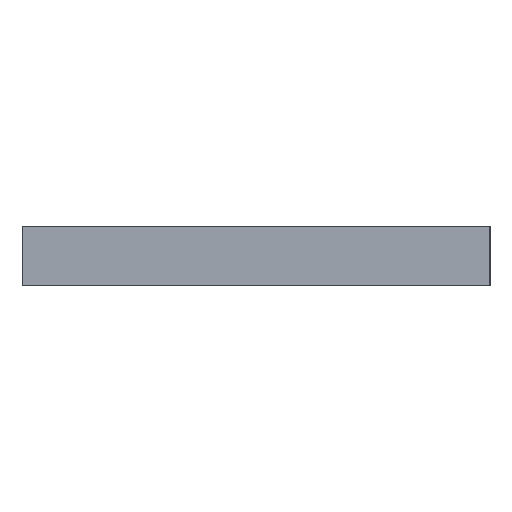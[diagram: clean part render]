
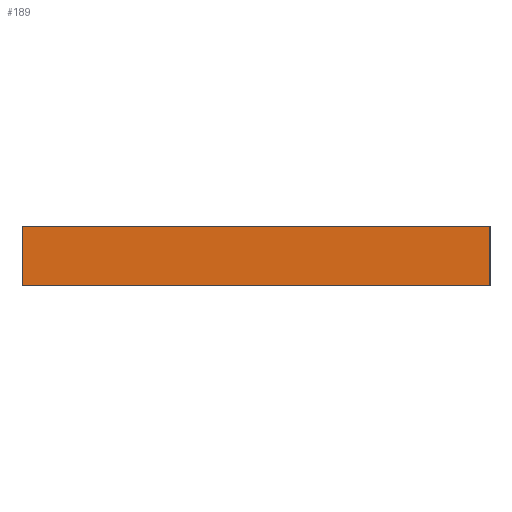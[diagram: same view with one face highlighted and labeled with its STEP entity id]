
A CAD part, left-side view. The second image highlights one B-rep face of the part: STEP entity #189.
In plain terms, the highlighted planar face has unit normal (-1, 0, 0).
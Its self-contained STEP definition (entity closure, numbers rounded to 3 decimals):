
#17=FACE_OUTER_BOUND('',#29,.T.);
#29=EDGE_LOOP('',(#129,#130,#131,#132));
#41=LINE('',#288,#65);
#42=LINE('',#290,#66);
#43=LINE('',#292,#67);
#44=LINE('',#293,#68);
#65=VECTOR('',#238,5.005);
#66=VECTOR('',#239,0.635);
#67=VECTOR('',#240,5.005);
#68=VECTOR('',#241,0.635);
#89=VERTEX_POINT('',#286);
#90=VERTEX_POINT('',#287);
#91=VERTEX_POINT('',#289);
#92=VERTEX_POINT('',#291);
#105=EDGE_CURVE('',#89,#90,#41,.T.);
#106=EDGE_CURVE('',#90,#91,#42,.T.);
#107=EDGE_CURVE('',#92,#91,#43,.T.);
#108=EDGE_CURVE('',#89,#92,#44,.T.);
#129=ORIENTED_EDGE('',*,*,#105,.T.);
#130=ORIENTED_EDGE('',*,*,#106,.T.);
#131=ORIENTED_EDGE('',*,*,#107,.F.);
#132=ORIENTED_EDGE('',*,*,#108,.F.);
#177=PLANE('',#222);
#189=ADVANCED_FACE('',(#17),#177,.T.);
#222=AXIS2_PLACEMENT_3D('',#285,#236,#237);
#236=DIRECTION('center_axis',(-1.,0.,0.));
#237=DIRECTION('ref_axis',(0.,1.,0.));
#238=DIRECTION('',(0.,1.,0.));
#239=DIRECTION('',(0.,0.,-1.));
#240=DIRECTION('',(0.,1.,0.));
#241=DIRECTION('',(0.,0.,-1.));
#285=CARTESIAN_POINT('Origin',(-6.79,2.09,1.995));
#286=CARTESIAN_POINT('',(-6.79,2.09,1.995));
#287=CARTESIAN_POINT('',(-6.79,7.095,1.995));
#288=CARTESIAN_POINT('',(-6.79,2.09,1.995));
#289=CARTESIAN_POINT('',(-6.79,7.095,1.36));
#290=CARTESIAN_POINT('',(-6.79,7.095,1.995));
#291=CARTESIAN_POINT('',(-6.79,2.09,1.36));
#292=CARTESIAN_POINT('',(-6.79,2.09,1.36));
#293=CARTESIAN_POINT('',(-6.79,2.09,1.995));
